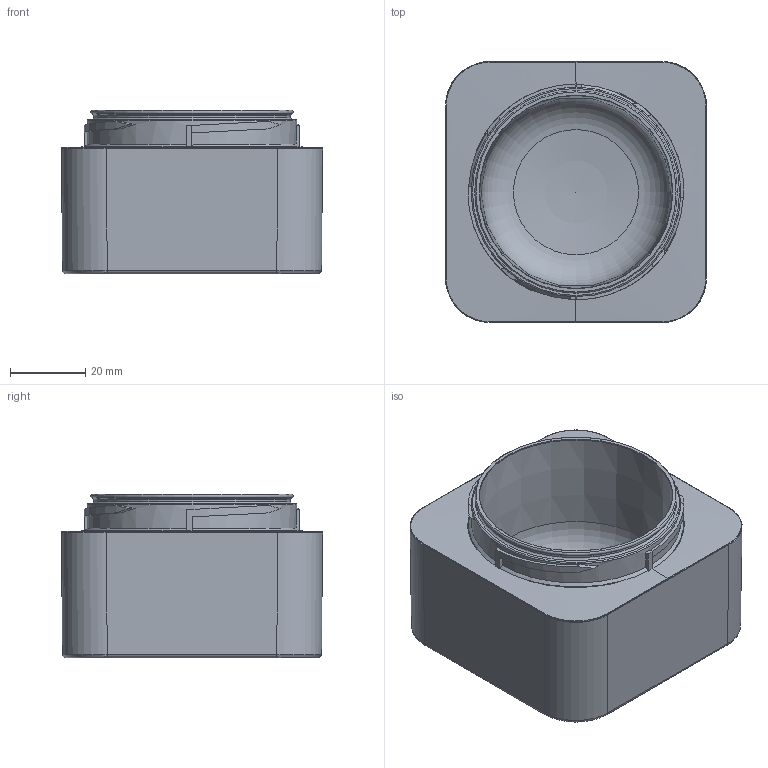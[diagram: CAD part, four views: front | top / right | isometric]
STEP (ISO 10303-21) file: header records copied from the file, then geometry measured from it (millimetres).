
FILE_DESCRIPTION(/* description */ ('Unknown'),/* implementation_level */ '2;1');
FILE_NAME(/* name */ '1993-0-0_PZA_20190115_TARRO_T-65_FINAL_(PMMA)',/* time_stamp */ '2019-01-16T09:13:51+01:00',/* author */ ('Unknown'),/* organization */ ('Unknown'),/* preprocessor_version */ 'ST-DEVELOPER v16.7',/* originating_system */ 'DEX',/* authorisation */ $);
FILE_SCHEMA (('AUTOMOTIVE_DESIGN {1 0 10303 214 3 1 1}'));
Length unit declared in the file: millimetre
Products named in the file (1): 1993-0-0_PZA_20190115_TARRO_T-65_FINAL_(PMMA)
Bounding box: 69.58 x 69.58 x 43.59 mm (x, y, z)
Volume: 105479.9 mm3; surface area: 25041.3 mm2
Topology: 1 solids, 1 shells, 124 faces, 309 edges, 195 vertices
Faces by surface type: plane 60, cylinder 27, bspline 16, cone 11, torus 9, sphere 1
Full cylindrical faces by diameter (mm): 51.59 x1, 52.445 x1, 55.765 x1
Entity records: 4320 total; most frequent: CARTESIAN_POINT 1477, ORIENTED_EDGE 584, DIRECTION 578, EDGE_CURVE 292, AXIS2_PLACEMENT_3D 227, VERTEX_POINT 190, EDGE_LOOP 144, FACE_BOUND 144
